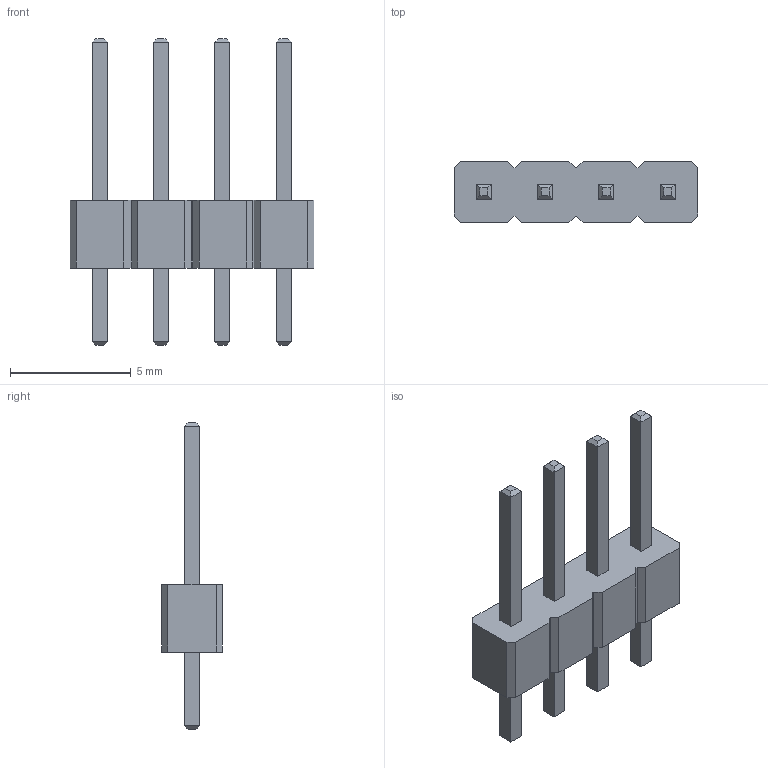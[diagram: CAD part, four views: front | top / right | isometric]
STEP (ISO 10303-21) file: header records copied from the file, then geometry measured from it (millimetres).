
FILE_DESCRIPTION(/* description */ (''),/* implementation_level */ '2;1');
FILE_NAME(/* name */ '_SIP 100-4.7bf27680-7c93-49ad-b2b3-453d5adfab5e.f3d.__gcx3d__.stp',/* time_stamp */ '2021-06-27T13:51:30-07:00',/* author */ (''),/* organization */ (''),/* preprocessor_version */ 'ST-DEVELOPER v18.1',/* originating_system */ 'Autodesk Translation Framework v10.9.0.1377',/* authorisation */ '');
FILE_SCHEMA (('AUTOMOTIVE_DESIGN { 1 0 10303 214 3 1 1 }'));
Length unit declared in the file: inch
Products named in the file (3): SIP 100-4; Pins; Case
Assembly tree (2 placements, depth 2):
  SIP 100-4
    Pins
    Case
Bounding box: 10.09 x 2.5 x 12.7 mm (x, y, z)
Volume: 84.6 mm3; surface area: 275.3 mm2
Topology: 5 solids, 5 shells, 106 faces, 256 edges, 160 vertices
Faces by surface type: plane 106
Entity records: 3100 total; most frequent: CARTESIAN_POINT 528, ORIENTED_EDGE 512, DIRECTION 480, LINE 256, VECTOR 256, EDGE_CURVE 256, VERTEX_POINT 160, EDGE_LOOP 114
